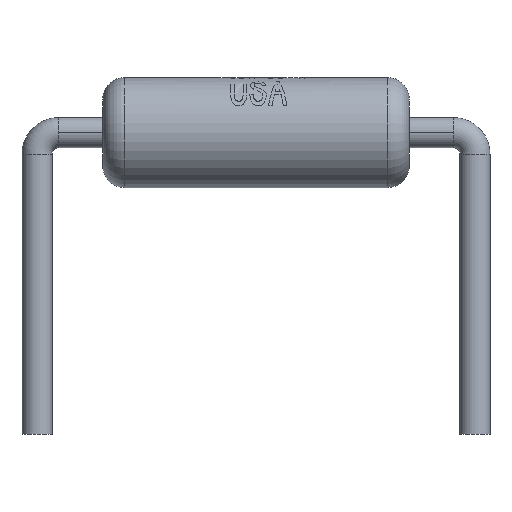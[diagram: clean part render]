
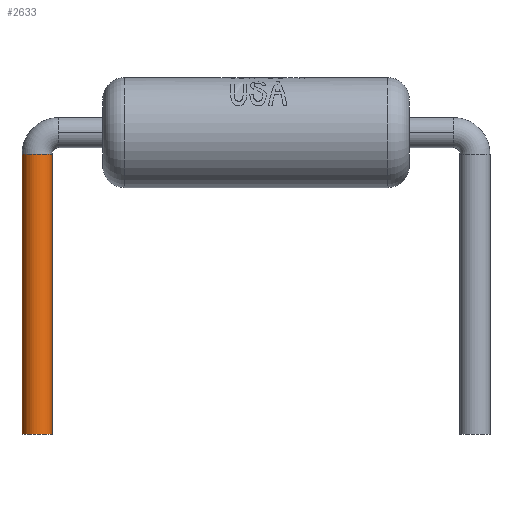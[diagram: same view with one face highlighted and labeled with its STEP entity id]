
A CAD part, top view. The second image highlights one B-rep face of the part: STEP entity #2633.
In plain terms, the highlighted cylindrical face has radius 0.35 mm (diameter 0.7 mm), a partial arc.
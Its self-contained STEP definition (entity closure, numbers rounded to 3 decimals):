
#130 = LINE ( 'NONE', #2198, #131 ) ;
#131 = VECTOR ( 'NONE', #2175, 1000. ) ;
#155 = CIRCLE ( 'NONE', #2428, 0.35 ) ;
#184 = CIRCLE ( 'NONE', #2438, 0.35 ) ;
#191 = LINE ( 'NONE', #725, #201 ) ;
#201 = VECTOR ( 'NONE', #721, 1000. ) ;
#289 = EDGE_LOOP ( 'NONE', ( #2315, #2290, #2316, #2271 ) ) ;
#452 = VERTEX_POINT ( 'NONE', #1915 ) ;
#455 = VERTEX_POINT ( 'NONE', #1912 ) ;
#499 = VERTEX_POINT ( 'NONE', #1872 ) ;
#513 = VERTEX_POINT ( 'NONE', #1877 ) ;
#535 = CARTESIAN_POINT ( 'NONE',  ( 0., 5.5, 0. ) ) ;
#562 = DIRECTION ( 'NONE',  ( 0., 1., 0. ) ) ;
#563 = DIRECTION ( 'NONE',  ( 0., 0., 1. ) ) ;
#721 = DIRECTION ( 'NONE',  ( 0., -1., 0. ) ) ;
#725 = CARTESIAN_POINT ( 'NONE',  ( 0.35, 5.5, 0. ) ) ;
#780 = DIRECTION ( 'NONE',  ( 0., 1., 0. ) ) ;
#793 = DIRECTION ( 'NONE',  ( 0., 0., 1. ) ) ;
#800 = CARTESIAN_POINT ( 'NONE',  ( 0., -1., 0. ) ) ;
#1437 = CYLINDRICAL_SURFACE ( 'NONE', #1735, 0.35 ) ;
#1450 = FACE_OUTER_BOUND ( 'NONE', #289, .T. ) ;
#1590 = DIRECTION ( 'NONE',  ( 1., 0., 0. ) ) ;
#1608 = CARTESIAN_POINT ( 'NONE',  ( 0., 5.5, 0. ) ) ;
#1610 = DIRECTION ( 'NONE',  ( 0., -1., 0. ) ) ;
#1735 = AXIS2_PLACEMENT_3D ( 'NONE', #1608, #1610, #1590 ) ;
#1872 = CARTESIAN_POINT ( 'NONE',  ( -0.35, 5.5, 0. ) ) ;
#1877 = CARTESIAN_POINT ( 'NONE',  ( 0.35, -1., 0. ) ) ;
#1912 = CARTESIAN_POINT ( 'NONE',  ( -0.35, -1., 0. ) ) ;
#1915 = CARTESIAN_POINT ( 'NONE',  ( 0.35, 5.5, 0. ) ) ;
#2175 = DIRECTION ( 'NONE',  ( 0., -1., 0. ) ) ;
#2198 = CARTESIAN_POINT ( 'NONE',  ( -0.35, 5.5, 0. ) ) ;
#2271 = ORIENTED_EDGE ( 'NONE', *, *, #2526, .F. ) ;
#2290 = ORIENTED_EDGE ( 'NONE', *, *, #2478, .T. ) ;
#2315 = ORIENTED_EDGE ( 'NONE', *, *, #2492, .F. ) ;
#2316 = ORIENTED_EDGE ( 'NONE', *, *, #2543, .T. ) ;
#2428 = AXIS2_PLACEMENT_3D ( 'NONE', #535, #562, #563 ) ;
#2438 = AXIS2_PLACEMENT_3D ( 'NONE', #800, #780, #793 ) ;
#2478 = EDGE_CURVE ( 'NONE', #499, #455, #130, .T. ) ;
#2492 = EDGE_CURVE ( 'NONE', #499, #452, #155, .T. ) ;
#2526 = EDGE_CURVE ( 'NONE', #452, #513, #191, .T. ) ;
#2543 = EDGE_CURVE ( 'NONE', #455, #513, #184, .T. ) ;
#2633 = ADVANCED_FACE ( 'NONE', ( #1450 ), #1437, .T. ) ;
